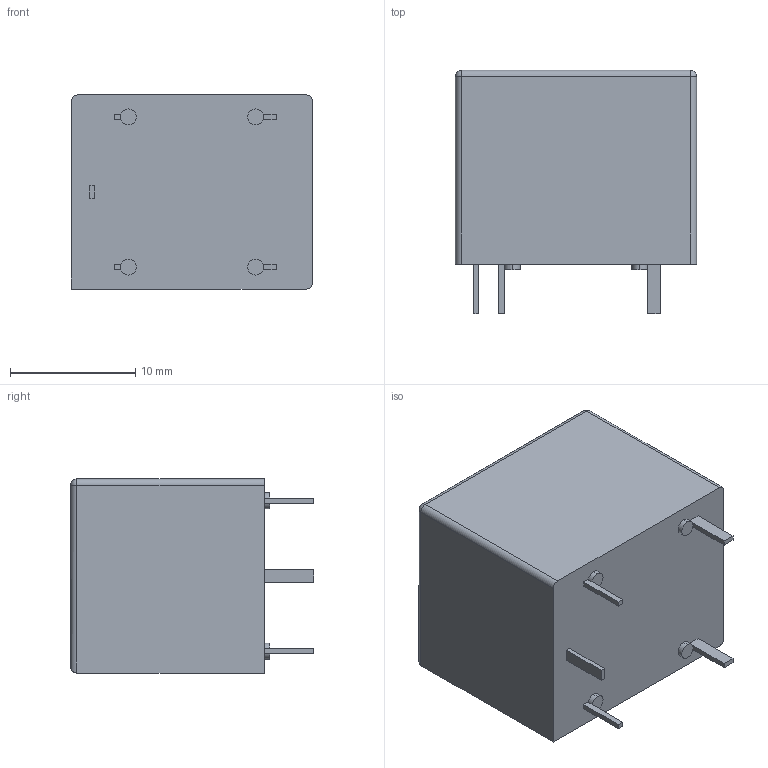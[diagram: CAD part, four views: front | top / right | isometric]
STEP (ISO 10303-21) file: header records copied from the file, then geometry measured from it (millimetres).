
FILE_DESCRIPTION (( 'STEP AP214' ), '1' );
FILE_NAME ('AZ943-1CH-12DE.STEP', '2024-07-14T14:19:41', ( '' ), ( '' ), 'SwSTEP 2.0', 'SolidWorks 2021', '' );
FILE_SCHEMA (( 'AUTOMOTIVE_DESIGN' ));
Length unit declared in the file: inch
Products named in the file (1): AZ943-1CH-12DE
Bounding box: 19.25 x 19.41 x 15.49 mm (x, y, z)
Volume: 4616.4 mm3; surface area: 1702.6 mm2
Topology: 6 solids, 6 shells, 58 faces, 119 edges, 74 vertices
Faces by surface type: plane 40, cylinder 15, sphere 3
Entity records: 1583 total; most frequent: DIRECTION 261, CARTESIAN_POINT 252, ORIENTED_EDGE 232, EDGE_CURVE 116, AXIS2_PLACEMENT_3D 87, LINE 87, VECTOR 87, VERTEX_POINT 74
